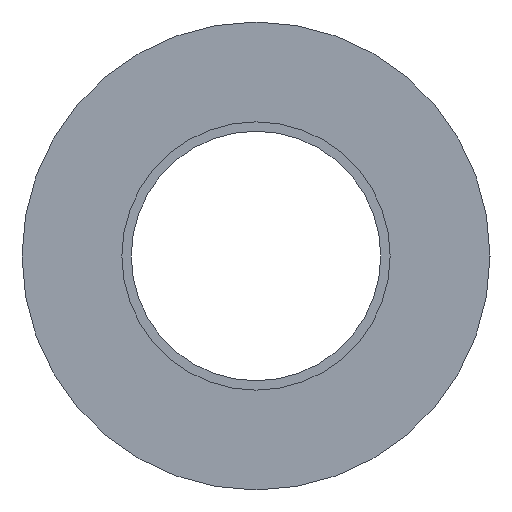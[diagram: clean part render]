
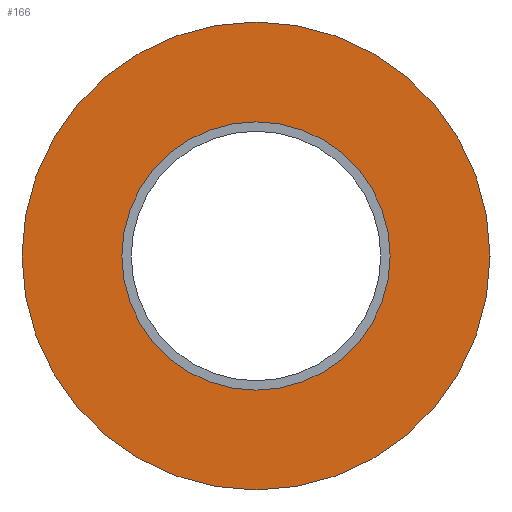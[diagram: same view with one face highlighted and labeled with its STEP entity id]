
A CAD part, left-side view. The second image highlights one B-rep face of the part: STEP entity #166.
In plain terms, the highlighted planar face has unit normal (-1, 0, 0).
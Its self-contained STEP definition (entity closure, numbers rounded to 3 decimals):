
#166=ADVANCED_FACE('',(#361,#362),#360,.F.);
#360=PLANE('',#700);
#361=FACE_OUTER_BOUND('',#701,.T.);
#362=FACE_BOUND('',#702,.T.);
#697=CARTESIAN_POINT('',(-100.,31.177,-34.5));
#698=DIRECTION('',(1.,0.,0.));
#699=DIRECTION('',(0.,0.,1.));
#700=AXIS2_PLACEMENT_3D('',#697,#698,#699);
#701=EDGE_LOOP('',(#917,#918));
#702=EDGE_LOOP('',(#919,#920));
#917=ORIENTED_EDGE('',*,*,#1031,.T.);
#918=ORIENTED_EDGE('',*,*,#1032,.T.);
#919=ORIENTED_EDGE('',*,*,#1033,.F.);
#920=ORIENTED_EDGE('',*,*,#1034,.F.);
#1031=EDGE_CURVE('',#1319,#1320,#1321,.T.);
#1032=EDGE_CURVE('',#1320,#1319,#1327,.T.);
#1033=EDGE_CURVE('',#1333,#1334,#1335,.T.);
#1034=EDGE_CURVE('',#1334,#1333,#1341,.T.);
#1319=VERTEX_POINT('',#1697);
#1320=VERTEX_POINT('',#1698);
#1321=CIRCLE('',#1702,15.);
#1327=CIRCLE('',#1706,15.);
#1333=VERTEX_POINT('',#1707);
#1334=VERTEX_POINT('',#1708);
#1335=CIRCLE('',#1712,8.6);
#1341=CIRCLE('',#1716,8.6);
#1697=CARTESIAN_POINT('',(-100.,0.,15.));
#1698=CARTESIAN_POINT('',(-100.,0.,-15.));
#1699=CARTESIAN_POINT('',(-100.,0.,0.));
#1700=DIRECTION('',(-1.,0.,0.));
#1701=DIRECTION('',(0.,0.,1.));
#1702=AXIS2_PLACEMENT_3D('',#1699,#1700,#1701);
#1703=CARTESIAN_POINT('',(-100.,0.,0.));
#1704=DIRECTION('',(-1.,0.,0.));
#1705=DIRECTION('',(0.,0.,1.));
#1706=AXIS2_PLACEMENT_3D('',#1703,#1704,#1705);
#1707=CARTESIAN_POINT('',(-100.,0.,-8.6));
#1708=CARTESIAN_POINT('',(-100.,0.,8.6));
#1709=CARTESIAN_POINT('',(-100.,0.,0.));
#1710=DIRECTION('',(-1.,0.,0.));
#1711=DIRECTION('',(0.,0.,1.));
#1712=AXIS2_PLACEMENT_3D('',#1709,#1710,#1711);
#1713=CARTESIAN_POINT('',(-100.,0.,0.));
#1714=DIRECTION('',(-1.,0.,0.));
#1715=DIRECTION('',(0.,0.,1.));
#1716=AXIS2_PLACEMENT_3D('',#1713,#1714,#1715);
